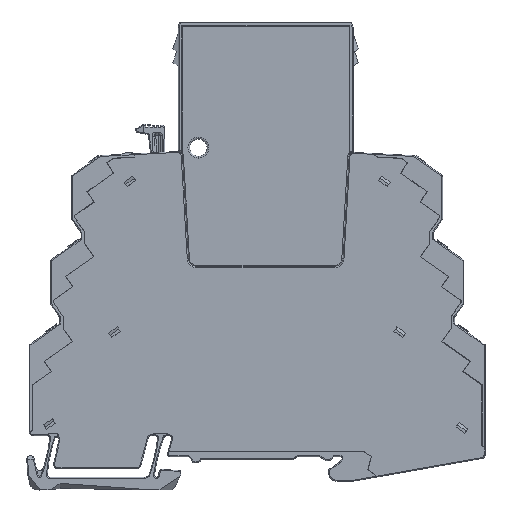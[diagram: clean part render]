
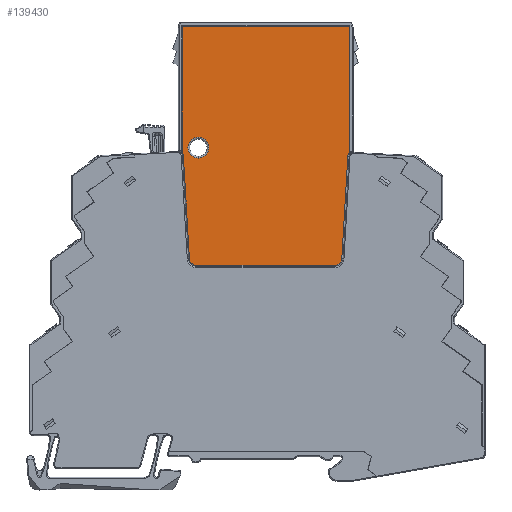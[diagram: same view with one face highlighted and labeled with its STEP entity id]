
A CAD part, top view. The second image highlights one B-rep face of the part: STEP entity #139430.
In plain terms, the highlighted planar face has unit normal (0, 0, 1).
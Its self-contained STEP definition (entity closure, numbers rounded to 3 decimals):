
#137307=CARTESIAN_POINT('',(4.025,-16.381,3.2));
#137308=DIRECTION('',(0.,0.,1.));
#137309=DIRECTION('',(-1.,0.,0.));
#137310=AXIS2_PLACEMENT_3D('',#137307,#137308,#137309);
#137315=CARTESIAN_POINT('',(4.025,-16.381,3.2));
#137316=DIRECTION('',(0.,0.,1.));
#137317=DIRECTION('',(1.,0.,0.));
#137318=AXIS2_PLACEMENT_3D('',#137315,#137316,#137317);
#137323=DIRECTION('',(0.,-1.,0.));
#137324=VECTOR('',#137323,38.438);
#137325=CARTESIAN_POINT('',(-23.9,18.307,3.2));
#137326=LINE('',#137325,#137324);
#137330=CARTESIAN_POINT('',(6.108,19.303,3.2));
#137331=DIRECTION('',(0.,0.,-1.));
#137332=DIRECTION('',(-0.059,-0.998,0.));
#137333=AXIS2_PLACEMENT_3D('',#137330,#137331,#137332);
#137338=DIRECTION('',(-0.998,0.059,0.));
#137339=VECTOR('',#137338,23.535);
#137340=CARTESIAN_POINT('',(29.526,16.618,3.2));
#137341=LINE('',#137340,#137339);
#137345=CARTESIAN_POINT('',(29.425,14.921,3.2));
#137346=DIRECTION('',(0.,0.,1.));
#137347=DIRECTION('',(1.,0.,0.));
#137348=AXIS2_PLACEMENT_3D('',#137345,#137346,#137347);
#137353=DIRECTION('',(0.,1.,0.));
#137354=VECTOR('',#137353,31.667);
#137355=CARTESIAN_POINT('',(31.125,-16.746,3.2));
#137356=LINE('',#137355,#137354);
#137360=CARTESIAN_POINT('',(29.425,-16.746,3.2));
#137361=DIRECTION('',(0.,0.,1.));
#137362=DIRECTION('',(0.059,-0.998,0.));
#137363=AXIS2_PLACEMENT_3D('',#137360,#137361,#137362);
#137368=DIRECTION('',(0.998,0.059,0.));
#137369=VECTOR('',#137368,23.74);
#137370=CARTESIAN_POINT('',(5.827,-19.842,3.2));
#137371=LINE('',#137370,#137369);
#137375=CARTESIAN_POINT('',(5.904,-21.14,3.2));
#137376=DIRECTION('',(0.,0.,-1.));
#137377=DIRECTION('',(-0.631,0.776,0.));
#137378=AXIS2_PLACEMENT_3D('',#137375,#137376,#137377);
#137915=DIRECTION('',(1.,0.,0.));
#137916=VECTOR('',#137915,28.984);
#137917=CARTESIAN_POINT('',(-23.9,-20.131,3.2));
#137918=LINE('',#137917,#137916);
#137930=CARTESIAN_POINT('',(5.084,-20.131,3.2));
#138080=CARTESIAN_POINT('',(5.273,18.307,3.2));
#138093=DIRECTION('',(-1.,0.,0.));
#138094=VECTOR('',#138093,29.173);
#138095=CARTESIAN_POINT('',(5.273,18.307,3.2));
#138096=LINE('',#138095,#138094);
#139123=CARTESIAN_POINT('',(1.625,-16.381,3.2));
#139124=CARTESIAN_POINT('',(6.425,-16.381,3.2));
#139125=VERTEX_POINT('',#139123);
#139126=VERTEX_POINT('',#139124);
#139257=VERTEX_POINT('',#138080);
#139261=CARTESIAN_POINT('',(6.031,18.006,3.2));
#139262=VERTEX_POINT('',#139261);
#139263=CARTESIAN_POINT('',(29.526,16.618,3.2));
#139264=VERTEX_POINT('',#139263);
#139267=CARTESIAN_POINT('',(31.125,14.921,3.2));
#139268=VERTEX_POINT('',#139267);
#139271=CARTESIAN_POINT('',(31.125,-16.746,3.2));
#139272=VERTEX_POINT('',#139271);
#139275=CARTESIAN_POINT('',(29.526,-18.443,3.2));
#139276=VERTEX_POINT('',#139275);
#139279=CARTESIAN_POINT('',(5.827,-19.842,3.2));
#139280=VERTEX_POINT('',#139279);
#139284=VERTEX_POINT('',#137930);
#139285=CARTESIAN_POINT('',(-23.9,18.307,3.2));
#139286=CARTESIAN_POINT('',(-23.9,-20.131,3.2));
#139287=VERTEX_POINT('',#139285);
#139288=VERTEX_POINT('',#139286);
#139398=CARTESIAN_POINT('',(0.,0.,3.2));
#139399=DIRECTION('',(0.,0.,1.));
#139400=DIRECTION('',(1.,0.,0.));
#139401=AXIS2_PLACEMENT_3D('',#139398,#139399,#139400);
#139402=PLANE('',#139401);
#139404=ORIENTED_EDGE('',*,*,#139403,.F.);
#139406=ORIENTED_EDGE('',*,*,#139405,.F.);
#139408=ORIENTED_EDGE('',*,*,#139407,.F.);
#139410=ORIENTED_EDGE('',*,*,#139409,.F.);
#139412=ORIENTED_EDGE('',*,*,#139411,.F.);
#139414=ORIENTED_EDGE('',*,*,#139413,.F.);
#139416=ORIENTED_EDGE('',*,*,#139415,.F.);
#139418=ORIENTED_EDGE('',*,*,#139417,.F.);
#139420=ORIENTED_EDGE('',*,*,#139419,.F.);
#139422=ORIENTED_EDGE('',*,*,#139421,.F.);
#139423=EDGE_LOOP('',(#139404,#139406,#139408,#139410,#139412,#139414,#139416,
#139418,#139420,#139422));
#139424=FACE_OUTER_BOUND('',#139423,.F.);
#139425=ORIENTED_EDGE('',*,*,#139380,.T.);
#139427=ORIENTED_EDGE('',*,*,#139426,.T.);
#139428=EDGE_LOOP('',(#139425,#139427));
#139429=FACE_BOUND('',#139428,.F.);
#137311=CIRCLE('',#137310,2.4);
#137319=CIRCLE('',#137318,2.4);
#137334=CIRCLE('',#137333,1.3);
#137349=CIRCLE('',#137348,1.7);
#137364=CIRCLE('',#137363,1.7);
#137379=CIRCLE('',#137378,1.3);
#139380=EDGE_CURVE('',#139125,#139126,#137311,.T.);
#139403=EDGE_CURVE('',#139288,#139284,#137918,.T.);
#139405=EDGE_CURVE('',#139287,#139288,#137326,.T.);
#139407=EDGE_CURVE('',#139257,#139287,#138096,.T.);
#139409=EDGE_CURVE('',#139262,#139257,#137334,.T.);
#139411=EDGE_CURVE('',#139264,#139262,#137341,.T.);
#139413=EDGE_CURVE('',#139268,#139264,#137349,.T.);
#139415=EDGE_CURVE('',#139272,#139268,#137356,.T.);
#139417=EDGE_CURVE('',#139276,#139272,#137364,.T.);
#139419=EDGE_CURVE('',#139280,#139276,#137371,.T.);
#139421=EDGE_CURVE('',#139284,#139280,#137379,.T.);
#139426=EDGE_CURVE('',#139126,#139125,#137319,.T.);
#139430=ADVANCED_FACE('',(#139424,#139429),#139402,.T.);
